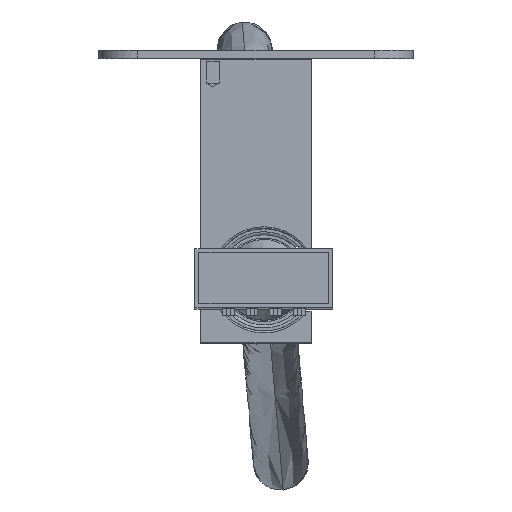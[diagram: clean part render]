
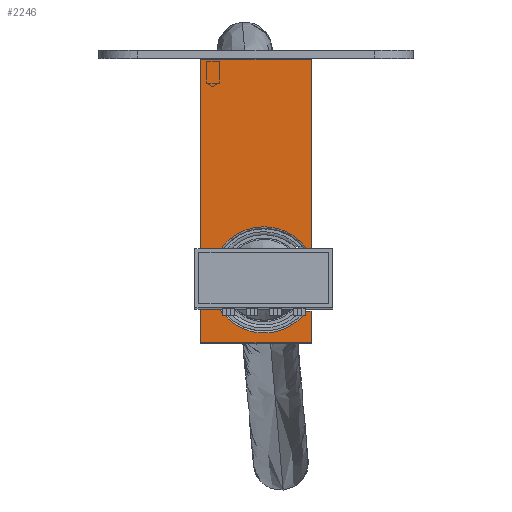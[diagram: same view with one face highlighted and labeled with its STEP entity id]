
A CAD part, top view. The second image highlights one B-rep face of the part: STEP entity #2246.
In plain terms, the highlighted planar face has unit normal (0, 0, 1).
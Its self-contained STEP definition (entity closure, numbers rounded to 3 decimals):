
#2143=CARTESIAN_POINT('Axis2P3D Location',(14.,-2.,14.)) ;
#2148=CARTESIAN_POINT('Line Origine',(13.426,-66.,14.)) ;
#2152=CARTESIAN_POINT('Vertex',(14.,-66.,14.)) ;
#2154=CARTESIAN_POINT('Vertex',(12.853,-66.,14.)) ;
#2157=CARTESIAN_POINT('Axis2P3D Location',(2.,-58.,14.)) ;
#2161=CARTESIAN_POINT('Vertex',(2.,-71.482,14.)) ;
#2164=CARTESIAN_POINT('Axis2P3D Location',(2.,-58.,14.)) ;
#2168=CARTESIAN_POINT('Vertex',(-3.19,-70.443,14.)) ;
#2171=CARTESIAN_POINT('Axis2P3D Location',(2.,-58.,14.)) ;
#2175=CARTESIAN_POINT('Vertex',(2.,-44.518,14.)) ;
#2178=CARTESIAN_POINT('Axis2P3D Location',(2.,-58.,14.)) ;
#2182=CARTESIAN_POINT('Vertex',(7.19,-45.557,14.)) ;
#2185=CARTESIAN_POINT('Axis2P3D Location',(2.,-58.,14.)) ;
#2189=CARTESIAN_POINT('Vertex',(12.853,-50.,14.)) ;
#2192=CARTESIAN_POINT('Line Origine',(13.426,-50.,14.)) ;
#2196=CARTESIAN_POINT('Vertex',(14.,-50.,14.)) ;
#2199=CARTESIAN_POINT('Line Origine',(14.,-26.,14.)) ;
#2203=CARTESIAN_POINT('Vertex',(14.,-2.,14.)) ;
#2206=CARTESIAN_POINT('Line Origine',(0.,-2.,14.)) ;
#2210=CARTESIAN_POINT('Vertex',(-14.,-2.,14.)) ;
#2213=CARTESIAN_POINT('Line Origine',(-14.,-38.,14.)) ;
#2217=CARTESIAN_POINT('Vertex',(-14.,-74.,14.)) ;
#2220=CARTESIAN_POINT('Line Origine',(0.,-74.,14.)) ;
#2224=CARTESIAN_POINT('Vertex',(14.,-74.,14.)) ;
#2227=CARTESIAN_POINT('Line Origine',(14.,-70.,14.)) ;
#2150=VECTOR('Line Direction',#2149,1.) ;
#2194=VECTOR('Line Direction',#2193,1.) ;
#2201=VECTOR('Line Direction',#2200,1.) ;
#2208=VECTOR('Line Direction',#2207,1.) ;
#2215=VECTOR('Line Direction',#2214,1.) ;
#2222=VECTOR('Line Direction',#2221,1.) ;
#2229=VECTOR('Line Direction',#2228,1.) ;
#2144=DIRECTION('Axis2P3D Direction',(0.,0.,1.)) ;
#2145=DIRECTION('Axis2P3D XDirection',(-1.,0.,0.)) ;
#2149=DIRECTION('Vector Direction',(-1.,0.,0.)) ;
#2158=DIRECTION('Axis2P3D Direction',(0.,0.,1.)) ;
#2165=DIRECTION('Axis2P3D Direction',(0.,0.,1.)) ;
#2172=DIRECTION('Axis2P3D Direction',(0.,0.,1.)) ;
#2179=DIRECTION('Axis2P3D Direction',(0.,0.,1.)) ;
#2186=DIRECTION('Axis2P3D Direction',(0.,0.,1.)) ;
#2193=DIRECTION('Vector Direction',(1.,0.,0.)) ;
#2200=DIRECTION('Vector Direction',(0.,-1.,0.)) ;
#2207=DIRECTION('Vector Direction',(-1.,0.,0.)) ;
#2214=DIRECTION('Vector Direction',(0.,-1.,0.)) ;
#2221=DIRECTION('Vector Direction',(-1.,0.,0.)) ;
#2228=DIRECTION('Vector Direction',(0.,-1.,0.)) ;
#2146=AXIS2_PLACEMENT_3D('Plane Axis2P3D',#2143,#2144,#2145) ;
#2159=AXIS2_PLACEMENT_3D('Circle Axis2P3D',#2157,#2158,$) ;
#2166=AXIS2_PLACEMENT_3D('Circle Axis2P3D',#2164,#2165,$) ;
#2173=AXIS2_PLACEMENT_3D('Circle Axis2P3D',#2171,#2172,$) ;
#2180=AXIS2_PLACEMENT_3D('Circle Axis2P3D',#2178,#2179,$) ;
#2187=AXIS2_PLACEMENT_3D('Circle Axis2P3D',#2185,#2186,$) ;
#2151=LINE('Line',#2148,#2150) ;
#2195=LINE('Line',#2192,#2194) ;
#2202=LINE('Line',#2199,#2201) ;
#2209=LINE('Line',#2206,#2208) ;
#2216=LINE('Line',#2213,#2215) ;
#2223=LINE('Line',#2220,#2222) ;
#2230=LINE('Line',#2227,#2229) ;
#2160=CIRCLE('generated circle',#2159,13.482) ;
#2167=CIRCLE('generated circle',#2166,13.482) ;
#2174=CIRCLE('generated circle',#2173,13.482) ;
#2181=CIRCLE('generated circle',#2180,13.482) ;
#2188=CIRCLE('generated circle',#2187,13.482) ;
#2147=PLANE('',#2146) ;
#2156=EDGE_CURVE('',#2153,#2155,#2151,.T.) ;
#2163=EDGE_CURVE('',#2155,#2162,#2160,.F.) ;
#2170=EDGE_CURVE('',#2162,#2169,#2167,.F.) ;
#2177=EDGE_CURVE('',#2169,#2176,#2174,.F.) ;
#2184=EDGE_CURVE('',#2176,#2183,#2181,.F.) ;
#2191=EDGE_CURVE('',#2183,#2190,#2188,.F.) ;
#2198=EDGE_CURVE('',#2190,#2197,#2195,.T.) ;
#2205=EDGE_CURVE('',#2197,#2204,#2202,.F.) ;
#2212=EDGE_CURVE('',#2204,#2211,#2209,.T.) ;
#2219=EDGE_CURVE('',#2211,#2218,#2216,.T.) ;
#2226=EDGE_CURVE('',#2218,#2225,#2223,.F.) ;
#2231=EDGE_CURVE('',#2225,#2153,#2230,.F.) ;
#2233=ORIENTED_EDGE('',*,*,#2156,.T.) ;
#2234=ORIENTED_EDGE('',*,*,#2163,.T.) ;
#2235=ORIENTED_EDGE('',*,*,#2170,.T.) ;
#2236=ORIENTED_EDGE('',*,*,#2177,.T.) ;
#2237=ORIENTED_EDGE('',*,*,#2184,.T.) ;
#2238=ORIENTED_EDGE('',*,*,#2191,.T.) ;
#2239=ORIENTED_EDGE('',*,*,#2198,.T.) ;
#2240=ORIENTED_EDGE('',*,*,#2205,.T.) ;
#2241=ORIENTED_EDGE('',*,*,#2212,.T.) ;
#2242=ORIENTED_EDGE('',*,*,#2219,.T.) ;
#2243=ORIENTED_EDGE('',*,*,#2226,.T.) ;
#2244=ORIENTED_EDGE('',*,*,#2231,.T.) ;
#2232=EDGE_LOOP('',(#2233,#2234,#2235,#2236,#2237,#2238,#2239,#2240,#2241,#2242,#2243,#2244)) ;
#2153=VERTEX_POINT('',#2152) ;
#2155=VERTEX_POINT('',#2154) ;
#2162=VERTEX_POINT('',#2161) ;
#2169=VERTEX_POINT('',#2168) ;
#2176=VERTEX_POINT('',#2175) ;
#2183=VERTEX_POINT('',#2182) ;
#2190=VERTEX_POINT('',#2189) ;
#2197=VERTEX_POINT('',#2196) ;
#2204=VERTEX_POINT('',#2203) ;
#2211=VERTEX_POINT('',#2210) ;
#2218=VERTEX_POINT('',#2217) ;
#2225=VERTEX_POINT('',#2224) ;
#2246=ADVANCED_FACE('Superficie.64',(#2245),#2147,.T.) ;
#2245=FACE_OUTER_BOUND('',#2232,.T.) ;
